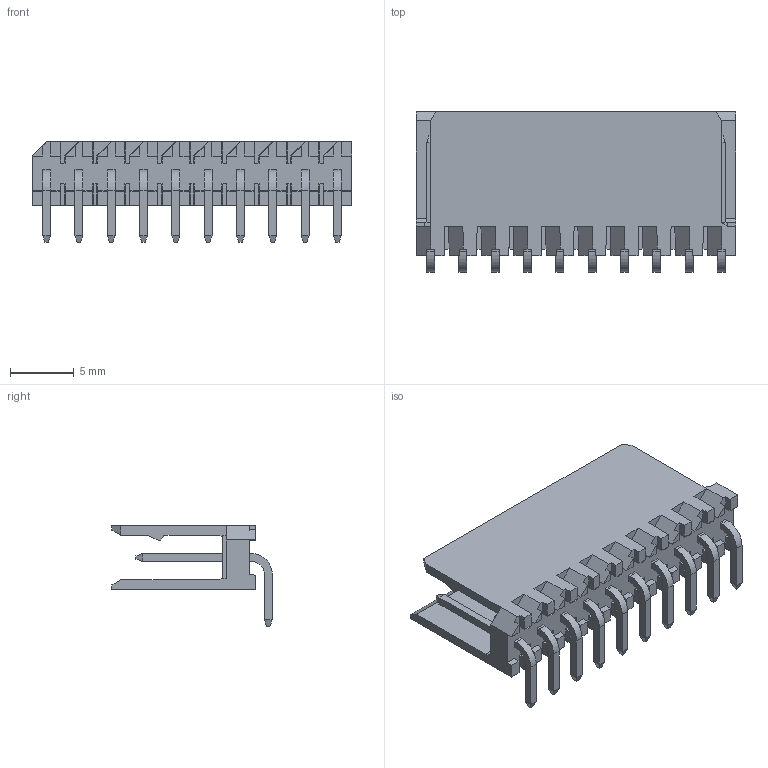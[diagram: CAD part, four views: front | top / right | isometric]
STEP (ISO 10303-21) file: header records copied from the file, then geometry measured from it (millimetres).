
FILE_DESCRIPTION(/* description */ ('Unknown'),/* implementation_level */ '2;1');
FILE_NAME(/* name */ 'J_Wurth_WR-WTB_66101011722',/* time_stamp */ '2025-05-22T13:12:50+08:00',/* author */ ('Unknown'),/* organization */ ('Unknown'),/* preprocessor_version */ 'ST-DEVELOPER v19.4',/* originating_system */ 'Solid Edge',/* authorisation */ 'Unknown');
FILE_SCHEMA (('AUTOMOTIVE_DESIGN {1 0 10303 214 3 1 1}'));
Length unit declared in the file: millimetre
Products named in the file (2): J_Wurth_WR-WTB_66101011722
Assembly tree (1 placements, depth 2):
  J_Wurth_WR-WTB_66101011722
    J_Wurth_WR-WTB_66101011722
Bounding box: 25.1 x 12.61 x 7.9 mm (x, y, z)
Volume: 605.6 mm3; surface area: 1700.9 mm2
Topology: 1 solids, 1 shells, 457 faces, 1218 edges, 783 vertices
Faces by surface type: plane 435, cylinder 22
Entity records: 17083 total; most frequent: CARTESIAN_POINT 2460, ORIENTED_EDGE 2436, DIRECTION 2180, EDGE_CURVE 1218, LINE 1174, VECTOR 1174, VERTEX_POINT 783, AXIS2_PLACEMENT_3D 503
